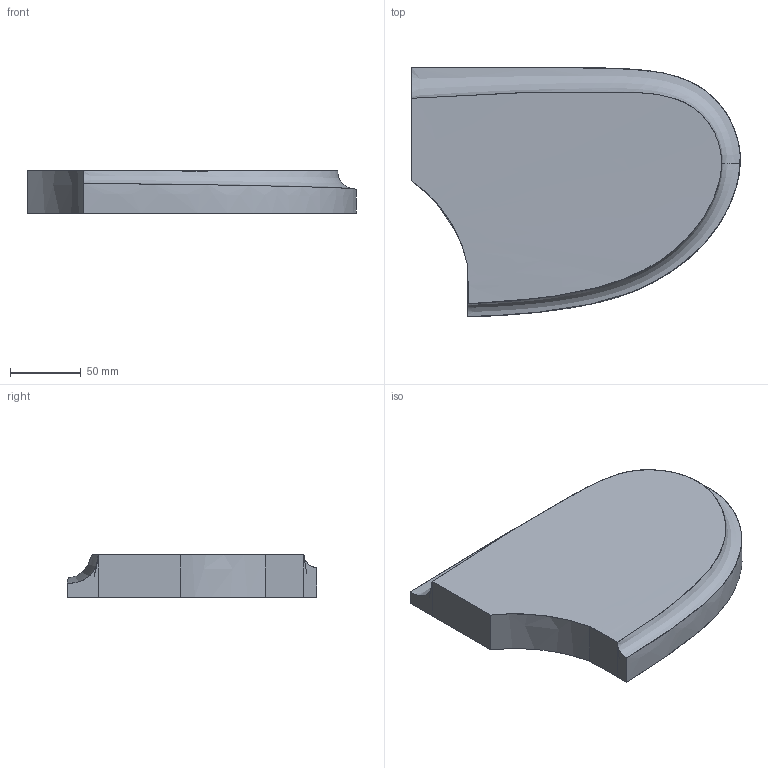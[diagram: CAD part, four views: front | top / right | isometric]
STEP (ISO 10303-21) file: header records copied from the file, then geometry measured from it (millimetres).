
FILE_DESCRIPTION(/* description */ (''),/* implementation_level */ '2;1');
FILE_NAME(/* name */ 'CINT PAV FLG 2',/* time_stamp */ '2018-09-17T01:49:34+02:00',/* author */ (''),/* organization */ (''),/* preprocessor_version */ 'ST-DEVELOPER v15',/* originating_system */ '',/* authorisation */ '');
FILE_SCHEMA (('AUTOMOTIVE_DESIGN'));
Length unit declared in the file: millimetre
Products named in the file (1): Document
Bounding box: 232.32 x 176.49 x 30.13 mm (x, y, z)
Surface area: 82804.5 mm2 (no closed solid volume)
Topology: 0 solids, 11 shells, 11 faces, 44 edges, 44 vertices
Faces by surface type: bspline 11
Entity records: 3340 total; most frequent: CARTESIAN_POINT 2808, B_SPLINE_CURVE_WITH_KNOTS 80, ORIENTED_EDGE 44, PCURVE 44, DEFINITIONAL_REPRESENTATION 44, SURFACE_CURVE 44, EDGE_CURVE 44, VERTEX_POINT 44
